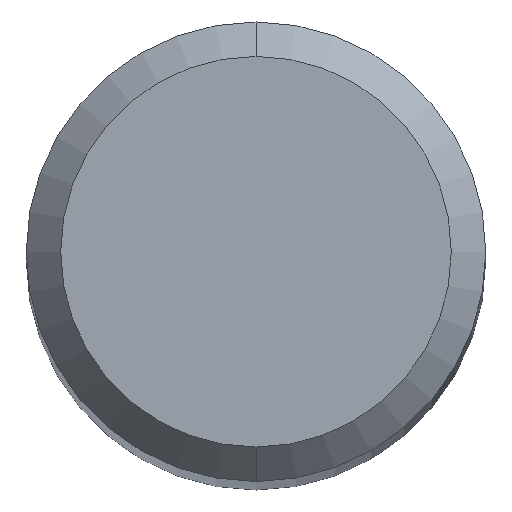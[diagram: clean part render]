
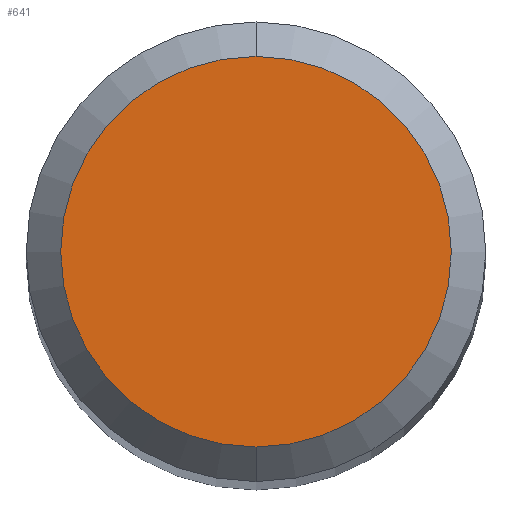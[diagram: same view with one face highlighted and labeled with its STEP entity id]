
A CAD part, top view. The second image highlights one B-rep face of the part: STEP entity #641.
In plain terms, the highlighted planar face has unit normal (0, 0, 1).
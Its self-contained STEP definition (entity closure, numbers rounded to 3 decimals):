
#515=EDGE_CURVE('',#1083,#687,#1371,.T.);
#557=EDGE_CURVE('',#687,#1083,#1418,.T.);
#641=ADVANCED_FACE('',(#1507),#1508,.T.);
#687=VERTEX_POINT('',#1558);
#1083=VERTEX_POINT('',#1986);
#1371=CIRCLE('',#2553,1.7);
#1418=CIRCLE('',#2786,1.7);
#1507=FACE_OUTER_BOUND('',#3220,.T.);
#1508=PLANE('',#3221);
#1558=CARTESIAN_POINT('',(0.0,1.7,0.0));
#1986=CARTESIAN_POINT('',(0.,-1.7,0.0));
#2553=AXIS2_PLACEMENT_3D('',#6090,#6091,#6092);
#2786=AXIS2_PLACEMENT_3D('',#6149,#6150,#6151);
#3220=EDGE_LOOP('',(#6216,#6217));
#3221=AXIS2_PLACEMENT_3D('',#6218,#6219,#6220);
#6090=CARTESIAN_POINT('',(0.0,0.0,0.0));
#6091=DIRECTION('',(0.0,0.0,-1.0));
#6092=DIRECTION('',(0.0,1.0,0.0));
#6149=CARTESIAN_POINT('',(0.0,0.0,0.0));
#6150=DIRECTION('',(0.0,0.0,-1.0));
#6151=DIRECTION('',(0.0,1.0,0.0));
#6216=ORIENTED_EDGE('',*,*,#557,.F.);
#6217=ORIENTED_EDGE('',*,*,#515,.F.);
#6218=CARTESIAN_POINT('',(0.0,0.85,0.0));
#6219=DIRECTION('',(-0.0,0.0,1.0));
#6220=DIRECTION('',(0.0,-1.0,0.0));
